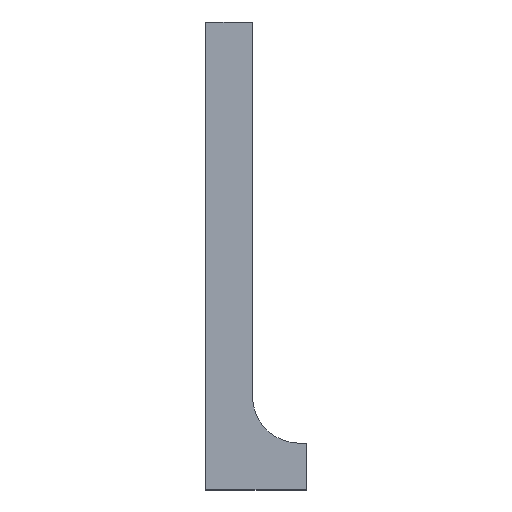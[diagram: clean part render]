
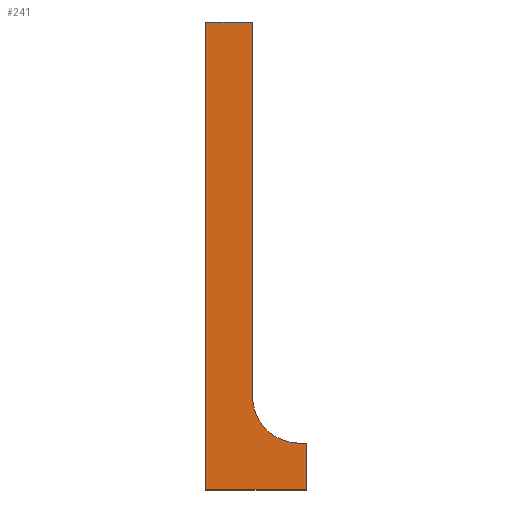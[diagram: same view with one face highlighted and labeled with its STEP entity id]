
A CAD part, top view. The second image highlights one B-rep face of the part: STEP entity #241.
In plain terms, the highlighted planar face has unit normal (0, 0, 1).
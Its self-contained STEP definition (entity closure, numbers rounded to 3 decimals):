
#11 = EDGE_CURVE ( 'NONE', #71, #228, #230, .T. ) ;
#15 = VERTEX_POINT ( 'NONE', #21 ) ;
#19 = VERTEX_POINT ( 'NONE', #88 ) ;
#20 = CARTESIAN_POINT ( 'NONE',  ( -11.5, 100., 0.5 ) ) ;
#21 = CARTESIAN_POINT ( 'NONE',  ( -1.5, 10., 0.5 ) ) ;
#26 = VERTEX_POINT ( 'NONE', #259 ) ;
#28 = CARTESIAN_POINT ( 'NONE',  ( -21.5, 100., 0.5 ) ) ;
#29 = LINE ( 'NONE', #173, #223 ) ;
#39 = CARTESIAN_POINT ( 'NONE',  ( -1.5, 20., 0.5 ) ) ;
#54 = EDGE_CURVE ( 'NONE', #228, #19, #90, .T. ) ;
#56 = DIRECTION ( 'NONE',  ( 0., 0., -1. ) ) ;
#65 = DIRECTION ( 'NONE',  ( -1., 0., 0. ) ) ;
#70 = CARTESIAN_POINT ( 'NONE',  ( 0., 0., 0.5 ) ) ;
#71 = VERTEX_POINT ( 'NONE', #20 ) ;
#74 = VECTOR ( 'NONE', #93, 1000. ) ;
#77 = AXIS2_PLACEMENT_3D ( 'NONE', #190, #56, #292 ) ;
#79 = VECTOR ( 'NONE', #87, 1000. ) ;
#84 = CARTESIAN_POINT ( 'NONE',  ( 0., 10., 0.5 ) ) ;
#86 = VECTOR ( 'NONE', #65, 1000. ) ;
#87 = DIRECTION ( 'NONE',  ( 0., 1., 0. ) ) ;
#88 = CARTESIAN_POINT ( 'NONE',  ( -21.5, 0., 0.5 ) ) ;
#90 = LINE ( 'NONE', #110, #74 ) ;
#91 = ORIENTED_EDGE ( 'NONE', *, *, #113, .T. ) ;
#93 = DIRECTION ( 'NONE',  ( 0., -1., 0. ) ) ;
#106 = EDGE_CURVE ( 'NONE', #181, #71, #275, .T. ) ;
#110 = CARTESIAN_POINT ( 'NONE',  ( -21.5, 0., 0.5 ) ) ;
#111 = ORIENTED_EDGE ( 'NONE', *, *, #106, .T. ) ;
#113 = EDGE_CURVE ( 'NONE', #19, #196, #237, .T. ) ;
#118 = VECTOR ( 'NONE', #257, 1000. ) ;
#125 = PLANE ( 'NONE',  #77 ) ;
#145 = DIRECTION ( 'NONE',  ( 1., 0., 0. ) ) ;
#156 = CIRCLE ( 'NONE', #236, 10. ) ;
#160 = CARTESIAN_POINT ( 'NONE',  ( -11.5, 100., 0.5 ) ) ;
#163 = ORIENTED_EDGE ( 'NONE', *, *, #54, .T. ) ;
#166 = EDGE_LOOP ( 'NONE', ( #238, #200, #231, #111, #234, #163, #91 ) ) ;
#173 = CARTESIAN_POINT ( 'NONE',  ( -11.5, 10., 0.5 ) ) ;
#174 = FACE_OUTER_BOUND ( 'NONE', #166, .T. ) ;
#175 = DIRECTION ( 'NONE',  ( -1., 0., 0. ) ) ;
#177 = LINE ( 'NONE', #84, #79 ) ;
#181 = VERTEX_POINT ( 'NONE', #246 ) ;
#187 = EDGE_CURVE ( 'NONE', #26, #15, #29, .T. ) ;
#189 = VECTOR ( 'NONE', #145, 1000. ) ;
#190 = CARTESIAN_POINT ( 'NONE',  ( 0., 0., 0.5 ) ) ;
#196 = VERTEX_POINT ( 'NONE', #293 ) ;
#200 = ORIENTED_EDGE ( 'NONE', *, *, #187, .T. ) ;
#219 = DIRECTION ( 'NONE',  ( -1., 0., 0. ) ) ;
#223 = VECTOR ( 'NONE', #219, 1000. ) ;
#228 = VERTEX_POINT ( 'NONE', #28 ) ;
#230 = LINE ( 'NONE', #300, #86 ) ;
#231 = ORIENTED_EDGE ( 'NONE', *, *, #294, .T. ) ;
#234 = ORIENTED_EDGE ( 'NONE', *, *, #11, .T. ) ;
#236 = AXIS2_PLACEMENT_3D ( 'NONE', #39, #252, #175 ) ;
#237 = LINE ( 'NONE', #70, #189 ) ;
#238 = ORIENTED_EDGE ( 'NONE', *, *, #289, .T. ) ;
#241 = ADVANCED_FACE ( 'NONE', ( #174 ), #125, .F. ) ;
#246 = CARTESIAN_POINT ( 'NONE',  ( -11.5, 20., 0.5 ) ) ;
#252 = DIRECTION ( 'NONE',  ( 0., 0., -1. ) ) ;
#257 = DIRECTION ( 'NONE',  ( 0., 1., 0. ) ) ;
#259 = CARTESIAN_POINT ( 'NONE',  ( 0., 10., 0.5 ) ) ;
#275 = LINE ( 'NONE', #160, #118 ) ;
#289 = EDGE_CURVE ( 'NONE', #196, #26, #177, .T. ) ;
#292 = DIRECTION ( 'NONE',  ( -1., 0., 0. ) ) ;
#293 = CARTESIAN_POINT ( 'NONE',  ( 0., 0., 0.5 ) ) ;
#294 = EDGE_CURVE ( 'NONE', #15, #181, #156, .T. ) ;
#300 = CARTESIAN_POINT ( 'NONE',  ( -21.5, 100., 0.5 ) ) ;
